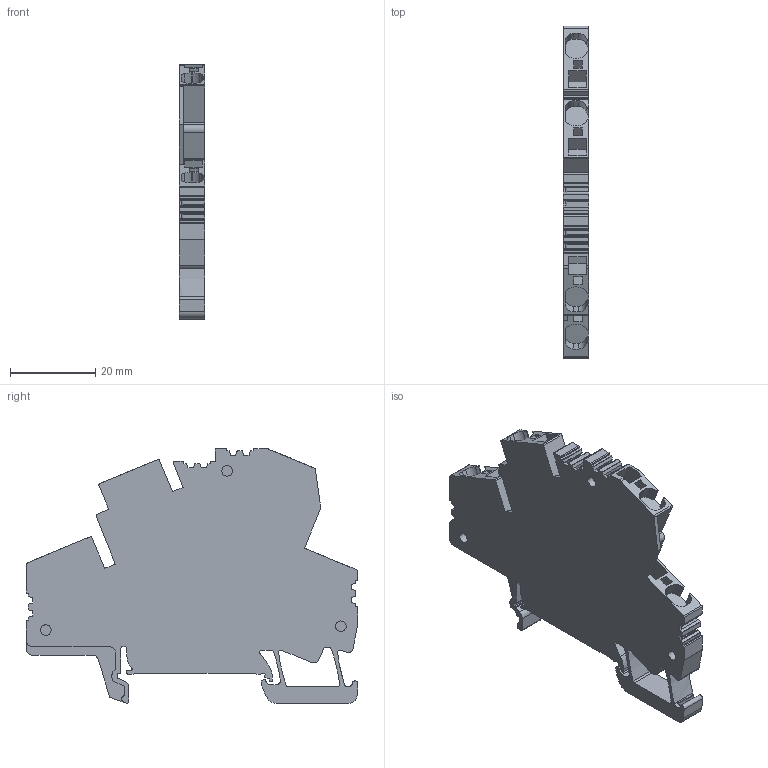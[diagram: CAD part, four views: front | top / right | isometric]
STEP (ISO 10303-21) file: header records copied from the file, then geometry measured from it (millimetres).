
FILE_DESCRIPTION(('CATIA V5 STEP Exchange','CAx-IF Rec.Pracs.--- Model Styling and Organization---1.4--- 2014-01-23'),'2;1');
FILE_NAME ('D1464334_0', '2020-01-10T08:21:56+00:00', ('none'), ('Weidmueller'), 'CATIA Version 5-6 Release 2016 SP3 HF44', 'CATIA V5 STEP AP214', 'none');
FILE_SCHEMA(('AUTOMOTIVE_DESIGN { 1 0 10303 214 1 1 1 1 }'));
Length unit declared in the file: millimetre
Products named in the file (1): 8670850000_ZDK_4-2_BL
Bounding box: 6.1 x 77.88 x 59.73 mm (x, y, z)
Volume: 17243.4 mm3; surface area: 10349.4 mm2
Topology: 1 solids, 1 shells, 433 faces, 1262 edges, 844 vertices
Faces by surface type: plane 277, cylinder 156
Entity records: 13721 total; most frequent: ORIENTED_EDGE 2524, CARTESIAN_POINT 2475, DIRECTION 1998, EDGE_CURVE 1262, VECTOR 945, LINE 945, VERTEX_POINT 844, AXIS2_PLACEMENT_3D 686
